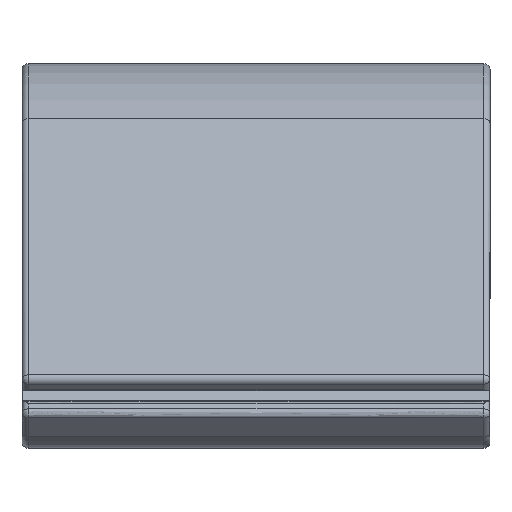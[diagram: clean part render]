
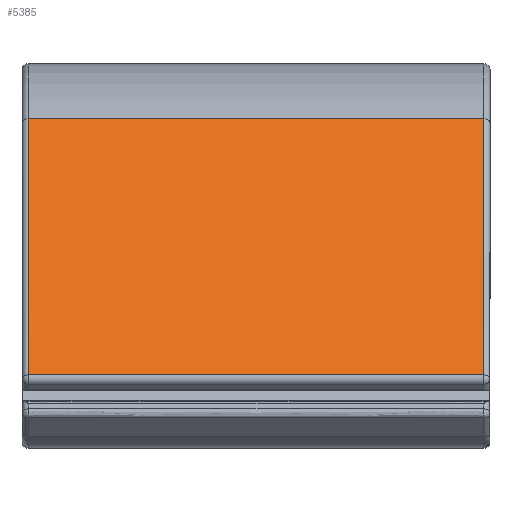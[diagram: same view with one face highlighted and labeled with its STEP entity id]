
A CAD part, left-side view. The second image highlights one B-rep face of the part: STEP entity #5385.
In plain terms, the highlighted planar face has unit normal (-0.71, 0, 0.704).
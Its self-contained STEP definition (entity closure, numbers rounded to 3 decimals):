
#1708 = CYLINDRICAL_SURFACE('',#1709,0.9);
#1709 = AXIS2_PLACEMENT_3D('',#1710,#1711,#1712);
#1710 = CARTESIAN_POINT('',(-37.132,34.1,-32.176));
#1711 = DIRECTION('',(0.704,0.,0.71)
  );
#1712 = DIRECTION('',(0.,1.,0.));
#3167 = VERTEX_POINT('',#3168);
#3168 = CARTESIAN_POINT('',(-37.771,34.1,-31.543));
#3196 = EDGE_CURVE('',#3167,#3197,#3199,.T.);
#3197 = VERTEX_POINT('',#3198);
#3198 = CARTESIAN_POINT('',(0.232,34.1,6.766));
#3199 = SURFACE_CURVE('',#3200,(#3204,#3211),.PCURVE_S1.);
#3200 = LINE('',#3201,#3202);
#3201 = CARTESIAN_POINT('',(-37.771,34.1,-31.543));
#3202 = VECTOR('',#3203,1.);
#3203 = DIRECTION('',(0.704,0.,0.71)
  );
#3204 = PCURVE('',#1708,#3205);
#3205 = DEFINITIONAL_REPRESENTATION('',(#3206),#3210);
#3206 = LINE('',#3207,#3208);
#3207 = CARTESIAN_POINT('',(1.571,0.));
#3208 = VECTOR('',#3209,1.);
#3209 = DIRECTION('',(0.,1.));
#3210 = ( GEOMETRIC_REPRESENTATION_CONTEXT(2) 
PARAMETRIC_REPRESENTATION_CONTEXT() REPRESENTATION_CONTEXT('2D SPACE',''
  ) );
#3211 = PCURVE('',#3212,#3217);
#3212 = PLANE('',#3213);
#3213 = AXIS2_PLACEMENT_3D('',#3214,#3215,#3216);
#3214 = CARTESIAN_POINT('',(-38.475,35.,-32.253));
#3215 = DIRECTION('',(-0.71,0.,0.704
    ));
#3216 = DIRECTION('',(0.704,0.,0.71)
  );
#3217 = DEFINITIONAL_REPRESENTATION('',(#3218),#3222);
#3218 = LINE('',#3219,#3220);
#3219 = CARTESIAN_POINT('',(1.,-0.9));
#3220 = VECTOR('',#3221,1.);
#3221 = DIRECTION('',(1.,0.));
#3222 = ( GEOMETRIC_REPRESENTATION_CONTEXT(2) 
PARAMETRIC_REPRESENTATION_CONTEXT() REPRESENTATION_CONTEXT('2D SPACE',''
  ) );
#3362 = CYLINDRICAL_SURFACE('',#3363,27.845);
#3363 = AXIS2_PLACEMENT_3D('',#3364,#3365,#3366);
#3364 = CARTESIAN_POINT('',(20.,35.,-12.845));
#3365 = DIRECTION('',(0.,1.,0.));
#3366 = DIRECTION('',(1.,0.,0.));
#4994 = CYLINDRICAL_SURFACE('',#4995,0.9);
#4995 = AXIS2_PLACEMENT_3D('',#4996,#4997,#4998);
#4996 = CARTESIAN_POINT('',(-37.132,-34.1,-32.176));
#4997 = DIRECTION('',(0.704,0.,0.71)
  );
#4998 = DIRECTION('',(-0.71,0.,0.704
    ));
#5248 = CYLINDRICAL_SURFACE('',#5249,1.);
#5249 = AXIS2_PLACEMENT_3D('',#5250,#5251,#5252);
#5250 = CARTESIAN_POINT('',(-37.061,35.,-32.247));
#5251 = DIRECTION('',(0.,-1.,0.));
#5252 = DIRECTION('',(-0.704,0.,-0.71
    ));
#5385 = ADVANCED_FACE('',(#5386),#3212,.T.);
#5386 = FACE_BOUND('',#5387,.T.);
#5387 = EDGE_LOOP('',(#5388,#5411,#5434,#5455));
#5388 = ORIENTED_EDGE('',*,*,#5389,.T.);
#5389 = EDGE_CURVE('',#3167,#5390,#5392,.T.);
#5390 = VERTEX_POINT('',#5391);
#5391 = CARTESIAN_POINT('',(-37.771,-34.1,-31.543));
#5392 = SURFACE_CURVE('',#5393,(#5397,#5404),.PCURVE_S1.);
#5393 = LINE('',#5394,#5395);
#5394 = CARTESIAN_POINT('',(-37.771,35.,-31.543));
#5395 = VECTOR('',#5396,1.);
#5396 = DIRECTION('',(0.,-1.,0.));
#5397 = PCURVE('',#3212,#5398);
#5398 = DEFINITIONAL_REPRESENTATION('',(#5399),#5403);
#5399 = LINE('',#5400,#5401);
#5400 = CARTESIAN_POINT('',(1.,0.));
#5401 = VECTOR('',#5402,1.);
#5402 = DIRECTION('',(0.,-1.));
#5403 = ( GEOMETRIC_REPRESENTATION_CONTEXT(2) 
PARAMETRIC_REPRESENTATION_CONTEXT() REPRESENTATION_CONTEXT('2D SPACE',''
  ) );
#5404 = PCURVE('',#5248,#5405);
#5405 = DEFINITIONAL_REPRESENTATION('',(#5406),#5410);
#5406 = LINE('',#5407,#5408);
#5407 = CARTESIAN_POINT('',(-1.571,0.));
#5408 = VECTOR('',#5409,1.);
#5409 = DIRECTION('',(-0.,1.));
#5410 = ( GEOMETRIC_REPRESENTATION_CONTEXT(2) 
PARAMETRIC_REPRESENTATION_CONTEXT() REPRESENTATION_CONTEXT('2D SPACE',''
  ) );
#5411 = ORIENTED_EDGE('',*,*,#5412,.T.);
#5412 = EDGE_CURVE('',#5390,#5413,#5415,.T.);
#5413 = VERTEX_POINT('',#5414);
#5414 = CARTESIAN_POINT('',(0.232,-34.1,6.766));
#5415 = SURFACE_CURVE('',#5416,(#5420,#5427),.PCURVE_S1.);
#5416 = LINE('',#5417,#5418);
#5417 = CARTESIAN_POINT('',(-37.771,-34.1,-31.543));
#5418 = VECTOR('',#5419,1.);
#5419 = DIRECTION('',(0.704,0.,0.71)
  );
#5420 = PCURVE('',#3212,#5421);
#5421 = DEFINITIONAL_REPRESENTATION('',(#5422),#5426);
#5422 = LINE('',#5423,#5424);
#5423 = CARTESIAN_POINT('',(1.,-69.1));
#5424 = VECTOR('',#5425,1.);
#5425 = DIRECTION('',(1.,0.));
#5426 = ( GEOMETRIC_REPRESENTATION_CONTEXT(2) 
PARAMETRIC_REPRESENTATION_CONTEXT() REPRESENTATION_CONTEXT('2D SPACE',''
  ) );
#5427 = PCURVE('',#4994,#5428);
#5428 = DEFINITIONAL_REPRESENTATION('',(#5429),#5433);
#5429 = LINE('',#5430,#5431);
#5430 = CARTESIAN_POINT('',(0.,0.));
#5431 = VECTOR('',#5432,1.);
#5432 = DIRECTION('',(0.,1.));
#5433 = ( GEOMETRIC_REPRESENTATION_CONTEXT(2) 
PARAMETRIC_REPRESENTATION_CONTEXT() REPRESENTATION_CONTEXT('2D SPACE',''
  ) );
#5434 = ORIENTED_EDGE('',*,*,#5435,.F.);
#5435 = EDGE_CURVE('',#3197,#5413,#5436,.T.);
#5436 = SURFACE_CURVE('',#5437,(#5441,#5448),.PCURVE_S1.);
#5437 = LINE('',#5438,#5439);
#5438 = CARTESIAN_POINT('',(0.232,35.,6.766));
#5439 = VECTOR('',#5440,1.);
#5440 = DIRECTION('',(0.,-1.,0.));
#5441 = PCURVE('',#3212,#5442);
#5442 = DEFINITIONAL_REPRESENTATION('',(#5443),#5447);
#5443 = LINE('',#5444,#5445);
#5444 = CARTESIAN_POINT('',(54.961,0.));
#5445 = VECTOR('',#5446,1.);
#5446 = DIRECTION('',(0.,-1.));
#5447 = ( GEOMETRIC_REPRESENTATION_CONTEXT(2) 
PARAMETRIC_REPRESENTATION_CONTEXT() REPRESENTATION_CONTEXT('2D SPACE',''
  ) );
#5448 = PCURVE('',#3362,#5449);
#5449 = DEFINITIONAL_REPRESENTATION('',(#5450),#5454);
#5450 = LINE('',#5451,#5452);
#5451 = CARTESIAN_POINT('',(-2.36,0.));
#5452 = VECTOR('',#5453,1.);
#5453 = DIRECTION('',(-0.,-1.));
#5454 = ( GEOMETRIC_REPRESENTATION_CONTEXT(2) 
PARAMETRIC_REPRESENTATION_CONTEXT() REPRESENTATION_CONTEXT('2D SPACE',''
  ) );
#5455 = ORIENTED_EDGE('',*,*,#3196,.F.);
